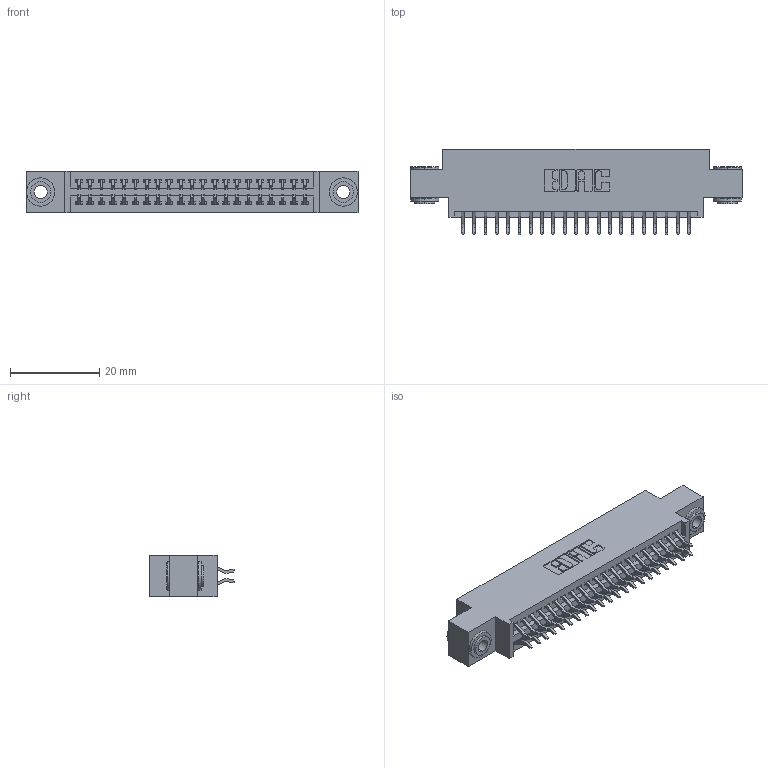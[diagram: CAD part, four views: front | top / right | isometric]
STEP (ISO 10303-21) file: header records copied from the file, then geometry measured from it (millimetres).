
FILE_DESCRIPTION (( 'STEP AP203' ), '1' );
FILE_NAME ('345-042-556-803.STEP', '2018-09-07T23:51:27', ( '' ), ( '' ), 'SwSTEP 2.0', 'SolidWorks 2016', '' );
FILE_SCHEMA (( 'CONFIG_CONTROL_DESIGN' ));
Length unit declared in the file: inch
Products named in the file (4): 345 Part_0.170 Offset - 0.156 Dia-TH; 345-292-001_556 Tail; 345-250-002_345-250-002-102; 345-042-556-803
Assembly tree (45 placements, depth 2):
  345-042-556-803
    345 Part_0.170 Offset - 0.156 Dia-TH
    345-292-001_556 Tail  x42
    345-250-002_345-250-002-102  x2
Bounding box: 74.55 x 19.24 x 9.4 mm (x, y, z)
Volume: 6951.2 mm3; surface area: 10179.9 mm2
Topology: 45 solids, 45 shells, 2520 faces, 7443 edges, 4902 vertices
Faces by surface type: plane 1648, cylinder 864, cone 8
Entity records: 20306 total; most frequent: CARTESIAN_POINT 3415, ORIENTED_EDGE 3330, DIRECTION 3055, EDGE_CURVE 1665, LINE 1417, VECTOR 1417, VERTEX_POINT 1106, AXIS2_PLACEMENT_3D 819
